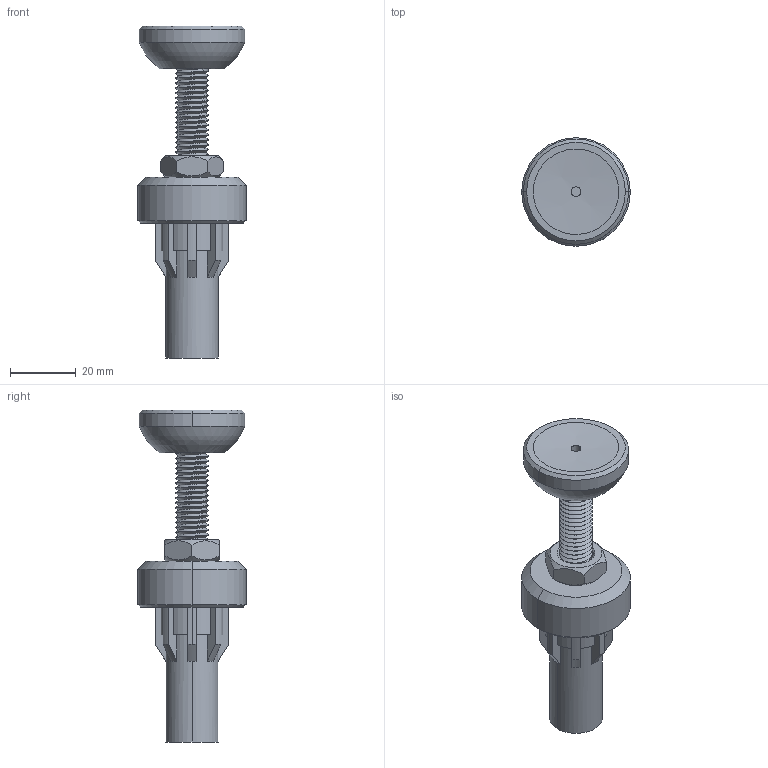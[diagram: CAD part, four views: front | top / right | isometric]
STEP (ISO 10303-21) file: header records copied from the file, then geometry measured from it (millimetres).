
FILE_DESCRIPTION (( 'STEP AP214' ), '1' );
FILE_NAME ('Îïîðà.STEP', '2025-11-11T12:22:07', ( '' ), ( '' ), 'SwSTEP 2.0', 'SolidWorks 2021', '' );
FILE_SCHEMA (( 'AUTOMOTIVE_DESIGN' ));
Length unit declared in the file: millimetre
Products named in the file (1): Îïîðà
Bounding box: 33 x 33 x 101 mm (x, y, z)
Volume: 25659.7 mm3; surface area: 19055.1 mm2
Topology: 5 solids, 5 shells, 309 faces, 882 edges, 597 vertices
Faces by surface type: cylinder 146, plane 89, cone 37, bspline 37
Entity records: 28354 total; most frequent: CARTESIAN_POINT 17613, ORIENTED_EDGE 1764, DIRECTION 1116, EDGE_CURVE 882, VERTEX_POINT 597, B_SPLINE_CURVE_WITH_KNOTS 422, AXIS2_PLACEMENT_3D 383, VECTOR 350
